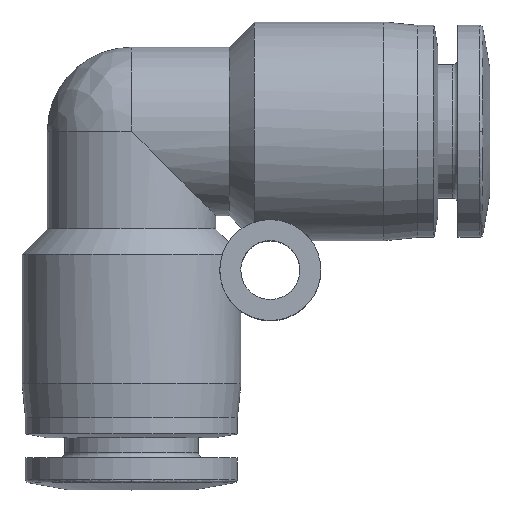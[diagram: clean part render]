
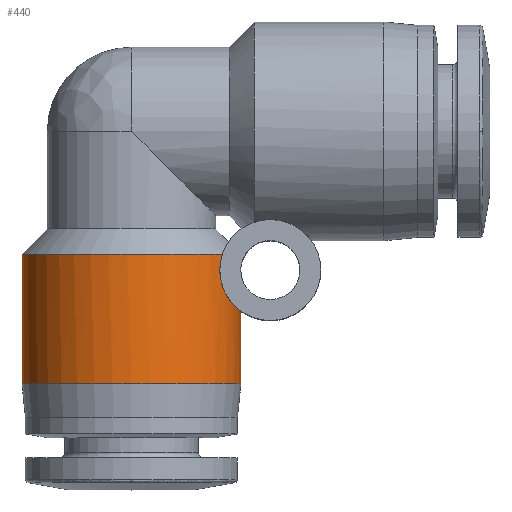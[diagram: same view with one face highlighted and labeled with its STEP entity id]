
A CAD part, top view. The second image highlights one B-rep face of the part: STEP entity #440.
In plain terms, the highlighted cylindrical face has radius 6.5 mm (diameter 13 mm), a partial arc.
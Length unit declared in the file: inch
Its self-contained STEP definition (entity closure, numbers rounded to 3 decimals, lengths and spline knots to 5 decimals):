
#17 = CARTESIAN_POINT ( 'NONE',  ( 0.21277, -0.2874, 0.14218 ) ) ;
#31 = CARTESIAN_POINT ( 'NONE',  ( 0.21088, -0.29308, 0.14502 ) ) ;
#66 = DIRECTION ( 'NONE',  ( 0., -1., 0. ) ) ;
#181 = VECTOR ( 'NONE', #931, 39.37008 ) ;
#183 = CARTESIAN_POINT ( 'NONE',  ( 0.21148, -0.35833, 0.14411 ) ) ;
#199 = CARTESIAN_POINT ( 'NONE',  ( 0.25591, -0.42074, 0. ) ) ;
#326 = EDGE_CURVE ( 'NONE', #751, #1977, #425, .T. ) ;
#396 = EDGE_CURVE ( 'NONE', #441, #2547, #3630, .T. ) ;
#425 = CIRCLE ( 'NONE', #978, 0.25591 ) ;
#440 = ADVANCED_FACE ( 'NONE', ( #3286 ), #3131, .T. ) ;
#441 = VERTEX_POINT ( 'NONE', #856 ) ;
#488 = CARTESIAN_POINT ( 'NONE',  ( 0.21534, -0.36932, 0.13828 ) ) ;
#506 = CARTESIAN_POINT ( 'NONE',  ( 0.20669, -0.3248, 0.15088 ) ) ;
#580 = DIRECTION ( 'NONE',  ( 1., 0., 0. ) ) ;
#751 = VERTEX_POINT ( 'NONE', #3362 ) ;
#787 = EDGE_CURVE ( 'NONE', #441, #2703, #2733, .T. ) ;
#799 = ORIENTED_EDGE ( 'NONE', *, *, #326, .T. ) ;
#813 = CARTESIAN_POINT ( 'NONE',  ( 0.22312, -0.38518, 0.12553 ) ) ;
#856 = CARTESIAN_POINT ( 'NONE',  ( 0.21277, -0.2874, 0.14218 ) ) ;
#887 = CARTESIAN_POINT ( 'NONE',  ( 0.20669, -0.31827, 0.15088 ) ) ;
#931 = DIRECTION ( 'NONE',  ( 0., -1., 0. ) ) ;
#959 = ORIENTED_EDGE ( 'NONE', *, *, #2531, .T. ) ;
#978 = AXIS2_PLACEMENT_3D ( 'NONE', #3054, #3034, #580 ) ;
#1065 = ORIENTED_EDGE ( 'NONE', *, *, #787, .F. ) ;
#1123 = AXIS2_PLACEMENT_3D ( 'NONE', #1980, #2158, #1794 ) ;
#1139 = CARTESIAN_POINT ( 'NONE',  ( 0.20669, -0.3248, 0.15088 ) ) ;
#1151 = CARTESIAN_POINT ( 'NONE',  ( 0.23305, -0.39932, 0.10601 ) ) ;
#1416 = EDGE_LOOP ( 'NONE', ( #2501, #959, #799, #3462, #2706, #1065 ) ) ;
#1469 = CARTESIAN_POINT ( 'NONE',  ( 0.24195, -0.40905, 0.08376 ) ) ;
#1626 = AXIS2_PLACEMENT_3D ( 'NONE', #2795, #2782, #2765 ) ;
#1654 = CARTESIAN_POINT ( 'NONE',  ( -0.25591, -0.2874, 0. ) ) ;
#1769 = CARTESIAN_POINT ( 'NONE',  ( 0.20789, -0.34209, 0.14924 ) ) ;
#1781 = CARTESIAN_POINT ( 'NONE',  ( 0.24903, -0.41543, 0.05952 ) ) ;
#1794 = DIRECTION ( 'NONE',  ( 1., 0., 0. ) ) ;
#1935 = VERTEX_POINT ( 'NONE', #2366 ) ;
#1977 = VERTEX_POINT ( 'NONE', #2651 ) ;
#1980 = CARTESIAN_POINT ( 'NONE',  ( 0., -0.43898, 0. ) ) ;
#2091 = CARTESIAN_POINT ( 'NONE',  ( 0.21038, -0.35436, 0.14571 ) ) ;
#2101 = CARTESIAN_POINT ( 'NONE',  ( 0.25591, -0.42074, 0.01737 ) ) ;
#2158 = DIRECTION ( 'NONE',  ( 0., -1., 0. ) ) ;
#2222 = VECTOR ( 'NONE', #66, 39.37008 ) ;
#2263 = EDGE_CURVE ( 'NONE', #1935, #1977, #2732, .T. ) ;
#2366 = CARTESIAN_POINT ( 'NONE',  ( 0.25591, -0.42074, 0. ) ) ;
#2412 = CARTESIAN_POINT ( 'NONE',  ( 0.21396, -0.3658, 0.1404 ) ) ;
#2484 = CARTESIAN_POINT ( 'NONE',  ( 0.20669, -0.3248, 0.15088 ) ) ;
#2501 = ORIENTED_EDGE ( 'NONE', *, *, #396, .T. ) ;
#2523 = CARTESIAN_POINT ( 'NONE',  ( 0.25591, -0.43898, 0. ) ) ;
#2531 = EDGE_CURVE ( 'NONE', #2547, #751, #2886, .T. ) ;
#2547 = VERTEX_POINT ( 'NONE', #1654 ) ;
#2651 = CARTESIAN_POINT ( 'NONE',  ( 0.25591, -0.59055, 0. ) ) ;
#2694 = CARTESIAN_POINT ( 'NONE',  ( 0.21979, -0.37935, 0.13119 ) ) ;
#2703 = VERTEX_POINT ( 'NONE', #506 ) ;
#2706 = ORIENTED_EDGE ( 'NONE', *, *, #3707, .F. ) ;
#2732 = LINE ( 'NONE', #2523, #181 ) ;
#2733 = B_SPLINE_CURVE_WITH_KNOTS ( 'NONE', 3,
 ( #17, #31, #3397, #2766, #887, #2484 ),
 .UNSPECIFIED., .F., .F.,
 ( 4, 2, 4 ),
 ( 0., 0.0005, 0.001 ),
 .UNSPECIFIED. ) ;
#2765 = DIRECTION ( 'NONE',  ( 1., 0., 0. ) ) ;
#2766 = CARTESIAN_POINT ( 'NONE',  ( 0.20725, -0.31168, 0.15013 ) ) ;
#2782 = DIRECTION ( 'NONE',  ( 0., -1., 0. ) ) ;
#2795 = CARTESIAN_POINT ( 'NONE',  ( 0., -0.2874, 0. ) ) ;
#2886 = LINE ( 'NONE', #3831, #2222 ) ;
#2942 = B_SPLINE_CURVE_WITH_KNOTS ( 'NONE', 3,
 ( #1139, #3010, #3631, #1769, #3957, #2091, #183, #2412, #488, #2694, #813, #3025, #1151, #3324, #1469, #3644, #1781, #3968, #2101, #199 ),
 .UNSPECIFIED., .F., .F.,
 ( 4, 2, 2, 2, 2, 2, 2, 2, 2, 4 ),
 ( 0.001, 0.00133, 0.00166, 0.00199, 0.00232, 0.00298, 0.00364, 0.0043, 0.00496, 0.00628 ),
 .UNSPECIFIED. ) ;
#3010 = CARTESIAN_POINT ( 'NONE',  ( 0.20669, -0.32913, 0.15088 ) ) ;
#3025 = CARTESIAN_POINT ( 'NONE',  ( 0.22971, -0.39511, 0.11301 ) ) ;
#3034 = DIRECTION ( 'NONE',  ( 0., 1., 0. ) ) ;
#3054 = CARTESIAN_POINT ( 'NONE',  ( 0., -0.59055, 0. ) ) ;
#3131 = CYLINDRICAL_SURFACE ( 'NONE', #1123, 0.25591 ) ;
#3286 = FACE_OUTER_BOUND ( 'NONE', #1416, .T. ) ;
#3324 = CARTESIAN_POINT ( 'NONE',  ( 0.23915, -0.40626, 0.09142 ) ) ;
#3362 = CARTESIAN_POINT ( 'NONE',  ( -0.25591, -0.59055, 0. ) ) ;
#3397 = CARTESIAN_POINT ( 'NONE',  ( 0.20936, -0.29906, 0.14718 ) ) ;
#3462 = ORIENTED_EDGE ( 'NONE', *, *, #2263, .F. ) ;
#3630 = CIRCLE ( 'NONE', #1626, 0.25591 ) ;
#3631 = CARTESIAN_POINT ( 'NONE',  ( 0.20694, -0.33352, 0.15055 ) ) ;
#3644 = CARTESIAN_POINT ( 'NONE',  ( 0.2469, -0.41364, 0.06782 ) ) ;
#3707 = EDGE_CURVE ( 'NONE', #2703, #1935, #2942, .T. ) ;
#3831 = CARTESIAN_POINT ( 'NONE',  ( -0.25591, -0.43898, 0. ) ) ;
#3957 = CARTESIAN_POINT ( 'NONE',  ( 0.20858, -0.34626, 0.14827 ) ) ;
#3968 = CARTESIAN_POINT ( 'NONE',  ( 0.25414, -0.41954, 0.03451 ) ) ;
